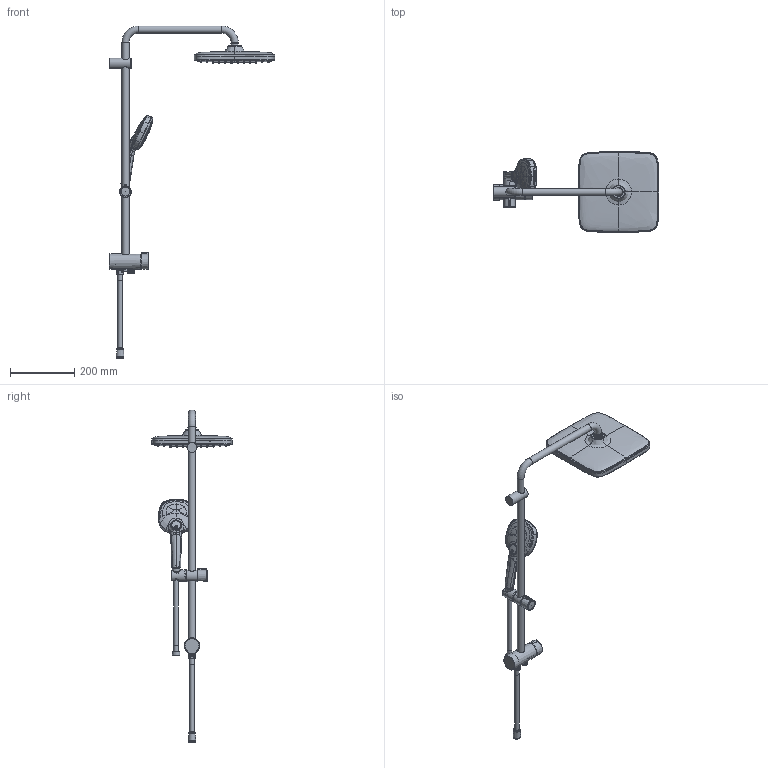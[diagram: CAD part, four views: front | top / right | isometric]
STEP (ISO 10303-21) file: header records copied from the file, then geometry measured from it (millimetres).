
FILE_DESCRIPTION(/* description */ ('Unknown'),/* implementation_level */ '2;1');
FILE_NAME(/* name */ '26977001 new',/* time_stamp */ '2023-04-25T16:05:29+02:00',/* author */ ('Unknown'),/* organization */ ('GROHE AG'),/* preprocessor_version */ 'ST-DEVELOPER v16.7',/* originating_system */ 'DEX',/* authorisation */ $);
FILE_SCHEMA (('AUTOMOTIVE_DESIGN {1 0 10303 214 3 1 1}'));
Length unit declared in the file: millimetre
Products named in the file (1): 26977001 new
Bounding box: 515.5 x 250.02 x 1034.36 mm (x, y, z)
Surface area: 502669.8 mm2 (no closed solid volume)
Topology: 0 solids, 470 shells, 1654 faces, 6252 edges, 5006 vertices
Faces by surface type: bspline 752, cylinder 377, plane 330, torus 121, cone 56, sphere 18
Full cylindrical faces by diameter (mm): 2.187 x55, 2.8 x65, 3.797 x136, 4.1 x6, 14.262 x2, 15 x4, 19.9 x2, 20.96 x1, 22 x5, 22.6 x2, 22.9 x1, 23 x3, 30.3 x1, 31.3 x1, 33.4 x2, 36 x2
Entity records: 122029 total; most frequent: CARTESIAN_POINT 76073, ORIENTED_EDGE 6883, EDGE_CURVE 5241, VERTEX_POINT 4571, DIRECTION 4525, B_SPLINE_CURVE_WITH_KNOTS 3710, EDGE_LOOP 3069, FACE_BOUND 3069
